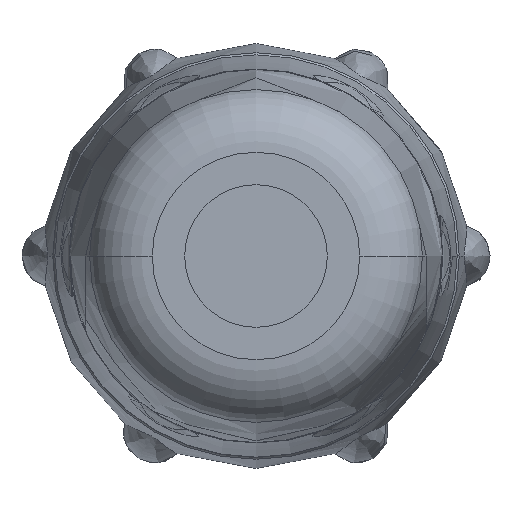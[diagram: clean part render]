
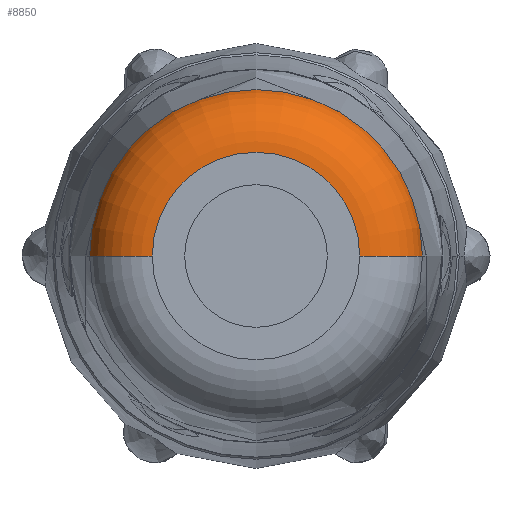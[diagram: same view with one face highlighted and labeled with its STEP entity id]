
A CAD part, front view. The second image highlights one B-rep face of the part: STEP entity #8850.
In plain terms, the highlighted toroidal (fillet/blend) face has major radius 4.873 mm and minor radius 3 mm.
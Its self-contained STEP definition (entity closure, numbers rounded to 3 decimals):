
#3276=CARTESIAN_POINT('',(6.25,-26.921,-6.25));
#3277=DIRECTION('',(0.,1.,0.));
#3278=DIRECTION('',(-1.,0.,0.));
#3279=AXIS2_PLACEMENT_3D('',#3276,#3277,#3278);
#3281=CARTESIAN_POINT('',(1.377,-26.35,-6.25));
#3282=DIRECTION('',(0.,0.,1.));
#3283=DIRECTION('',(-0.982,-0.19,0.));
#3284=AXIS2_PLACEMENT_3D('',#3281,#3282,#3283);
#3286=CARTESIAN_POINT('',(11.123,-26.35,-6.25));
#3287=DIRECTION('',(0.,0.,-1.));
#3288=DIRECTION('',(0.982,-0.19,0.));
#3289=AXIS2_PLACEMENT_3D('',#3286,#3287,#3288);
#3301=CARTESIAN_POINT('',(6.25,-29.35,-6.25));
#3302=DIRECTION('',(0.,1.,0.));
#3303=DIRECTION('',(-1.,0.,0.));
#3304=AXIS2_PLACEMENT_3D('',#3301,#3302,#3303);
#5477=CARTESIAN_POINT('',(-1.568,-26.921,-6.25));
#5478=CARTESIAN_POINT('',(1.377,-29.35,-6.25));
#5479=VERTEX_POINT('',#5477);
#5480=VERTEX_POINT('',#5478);
#5481=CARTESIAN_POINT('',(14.068,-26.921,-6.25));
#5482=CARTESIAN_POINT('',(11.123,-29.35,-6.25));
#5483=VERTEX_POINT('',#5481);
#5484=VERTEX_POINT('',#5482);
#8836=CARTESIAN_POINT('',(6.25,-26.35,-6.25));
#8837=DIRECTION('',(0.,1.,0.));
#8838=DIRECTION('',(1.,0.,0.));
#8839=AXIS2_PLACEMENT_3D('',#8836,#8837,#8838);
#8840=TOROIDAL_SURFACE('',#8839,4.873,3.);
#8842=ORIENTED_EDGE('',*,*,#8841,.F.);
#8843=ORIENTED_EDGE('',*,*,#8826,.T.);
#8845=ORIENTED_EDGE('',*,*,#8844,.T.);
#8847=ORIENTED_EDGE('',*,*,#8846,.F.);
#8848=EDGE_LOOP('',(#8842,#8843,#8845,#8847));
#8849=FACE_OUTER_BOUND('',#8848,.F.);
#8850=ADVANCED_FACE('',(#8849),#8840,.T.);
#3280=CIRCLE('',#3279,7.818);
#3285=CIRCLE('',#3284,3.);
#3290=CIRCLE('',#3289,3.);
#3305=CIRCLE('',#3304,4.873);
#8826=EDGE_CURVE('',#5479,#5483,#3280,.T.);
#8841=EDGE_CURVE('',#5479,#5480,#3285,.T.);
#8844=EDGE_CURVE('',#5483,#5484,#3290,.T.);
#8846=EDGE_CURVE('',#5480,#5484,#3305,.T.);
